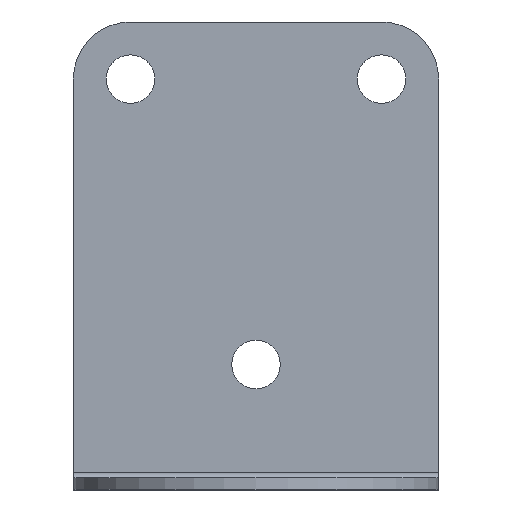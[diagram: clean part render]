
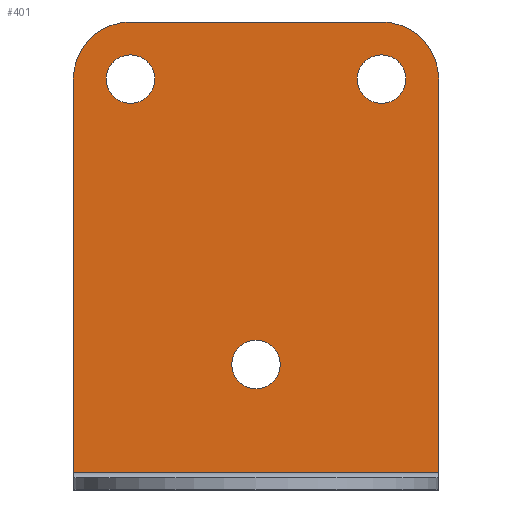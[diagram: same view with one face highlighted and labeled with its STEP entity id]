
A CAD part, top view. The second image highlights one B-rep face of the part: STEP entity #401.
In plain terms, the highlighted planar face has unit normal (0, 0, 1).
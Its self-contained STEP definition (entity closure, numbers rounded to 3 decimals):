
#37=CIRCLE('',#445,4.25);
#38=CIRCLE('',#446,4.25);
#39=CIRCLE('',#447,4.25);
#40=CIRCLE('',#448,10.);
#41=CIRCLE('',#449,10.);
#73=ORIENTED_EDGE('',*,*,#178,.F.);
#74=ORIENTED_EDGE('',*,*,#179,.F.);
#75=ORIENTED_EDGE('',*,*,#180,.F.);
#76=ORIENTED_EDGE('',*,*,#176,.T.);
#77=ORIENTED_EDGE('',*,*,#181,.T.);
#78=ORIENTED_EDGE('',*,*,#152,.T.);
#79=ORIENTED_EDGE('',*,*,#182,.F.);
#80=ORIENTED_EDGE('',*,*,#162,.T.);
#81=ORIENTED_EDGE('',*,*,#183,.T.);
#152=EDGE_CURVE('',#206,#207,#244,.T.);
#162=EDGE_CURVE('',#217,#216,#252,.T.);
#176=EDGE_CURVE('',#228,#227,#259,.T.);
#178=EDGE_CURVE('',#229,#229,#37,.T.);
#179=EDGE_CURVE('',#230,#230,#38,.T.);
#180=EDGE_CURVE('',#231,#231,#39,.T.);
#181=EDGE_CURVE('',#227,#206,#40,.T.);
#182=EDGE_CURVE('',#217,#207,#261,.T.);
#183=EDGE_CURVE('',#216,#228,#41,.T.);
#206=VERTEX_POINT('',#585);
#207=VERTEX_POINT('',#586);
#216=VERTEX_POINT('',#605);
#217=VERTEX_POINT('',#607);
#227=VERTEX_POINT('',#632);
#228=VERTEX_POINT('',#634);
#229=VERTEX_POINT('',#638);
#230=VERTEX_POINT('',#640);
#231=VERTEX_POINT('',#642);
#244=LINE('',#584,#282);
#252=LINE('',#606,#290);
#259=LINE('',#633,#297);
#261=LINE('',#644,#299);
#282=VECTOR('',#472,1000.);
#290=VECTOR('',#486,1000.);
#297=VECTOR('',#511,1000.);
#299=VECTOR('',#523,1000.);
#327=EDGE_LOOP('',(#73));
#328=EDGE_LOOP('',(#74));
#329=EDGE_LOOP('',(#75));
#330=EDGE_LOOP('',(#76,#77,#78,#79,#80,#81));
#359=FACE_BOUND('',#327,.T.);
#360=FACE_BOUND('',#328,.T.);
#361=FACE_BOUND('',#329,.T.);
#362=FACE_BOUND('',#330,.T.);
#388=PLANE('',#444);
#401=ADVANCED_FACE('',(#359,#360,#361,#362),#388,.T.);
#444=AXIS2_PLACEMENT_3D('',#636,#513,#514);
#445=AXIS2_PLACEMENT_3D('',#637,#515,#516);
#446=AXIS2_PLACEMENT_3D('',#639,#517,#518);
#447=AXIS2_PLACEMENT_3D('',#641,#519,#520);
#448=AXIS2_PLACEMENT_3D('',#643,#521,#522);
#449=AXIS2_PLACEMENT_3D('',#645,#524,#525);
#472=DIRECTION('',(0.,-1.,0.));
#486=DIRECTION('',(0.,1.,0.));
#511=DIRECTION('',(-1.,0.,0.));
#513=DIRECTION('',(0.,0.,1.));
#514=DIRECTION('',(1.,0.,0.));
#515=DIRECTION('',(0.,0.,1.));
#516=DIRECTION('',(1.,0.,0.));
#517=DIRECTION('',(0.,0.,1.));
#518=DIRECTION('',(1.,0.,0.));
#519=DIRECTION('',(0.,0.,1.));
#520=DIRECTION('',(1.,0.,0.));
#521=DIRECTION('',(0.,0.,1.));
#522=DIRECTION('',(1.,0.,0.));
#523=DIRECTION('',(-1.,0.,0.));
#524=DIRECTION('',(0.,0.,1.));
#525=DIRECTION('',(1.,0.,0.));
#584=CARTESIAN_POINT('',(0.,80.,0.));
#585=CARTESIAN_POINT('',(0.,70.,0.));
#586=CARTESIAN_POINT('',(0.,1.,0.));
#605=CARTESIAN_POINT('',(64.,70.,0.));
#606=CARTESIAN_POINT('',(64.,0.,0.));
#607=CARTESIAN_POINT('',(64.,1.,0.));
#632=CARTESIAN_POINT('',(10.,80.,0.));
#633=CARTESIAN_POINT('',(64.,80.,0.));
#634=CARTESIAN_POINT('',(54.,80.,0.));
#636=CARTESIAN_POINT('',(0.,0.,0.));
#637=CARTESIAN_POINT('',(32.,20.,0.));
#638=CARTESIAN_POINT('',(36.25,20.,0.));
#639=CARTESIAN_POINT('',(54.,70.,0.));
#640=CARTESIAN_POINT('',(58.25,70.,0.));
#641=CARTESIAN_POINT('',(10.,70.,0.));
#642=CARTESIAN_POINT('',(14.25,70.,0.));
#643=CARTESIAN_POINT('',(10.,70.,0.));
#644=CARTESIAN_POINT('',(64.,1.,0.));
#645=CARTESIAN_POINT('',(54.,70.,0.));
